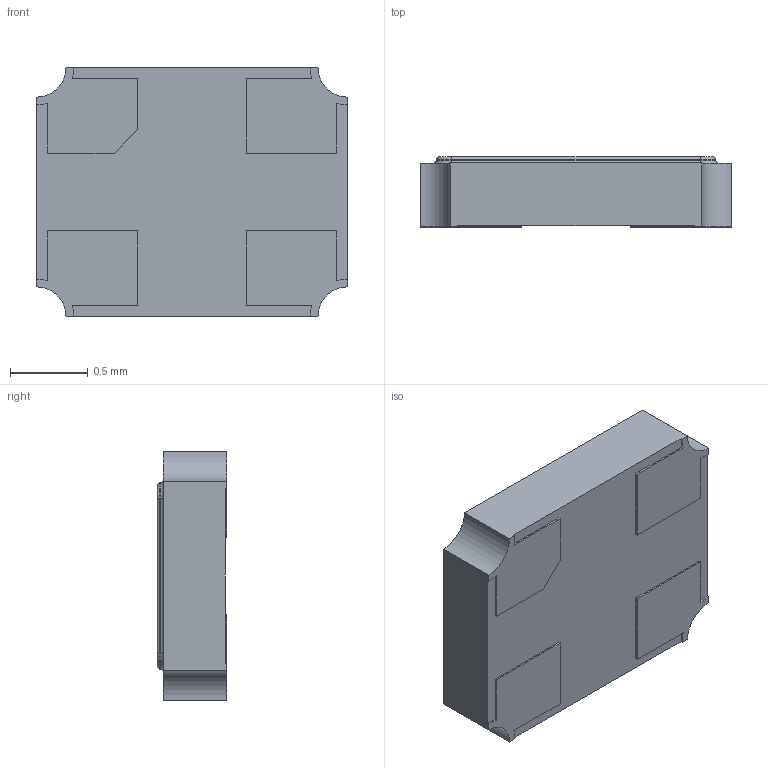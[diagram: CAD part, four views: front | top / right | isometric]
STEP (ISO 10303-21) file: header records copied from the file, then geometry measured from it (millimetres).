
FILE_DESCRIPTION (( 'STEP AP214' ), '1' );
FILE_NAME ('ECS-250-6-37B2-AGY-TR.STEP', '2024-12-04T09:59:28', ( '' ), ( '' ), 'SwSTEP 2.0', 'SolidWorks 2020', '' );
FILE_SCHEMA (( 'AUTOMOTIVE_DESIGN' ));
Length unit declared in the file: millimetre
Products named in the file (1): ECS-250-6-37B2-AGY-TR
Bounding box: 2 x 0.45 x 1.6 mm (x, y, z)
Volume: 1.3 mm3; surface area: 9.2 mm2
Topology: 1 solids, 1 shells, 67 faces, 173 edges, 110 vertices
Faces by surface type: plane 33, cylinder 22, torus 8, cone 4
Entity records: 2183 total; most frequent: DIRECTION 369, CARTESIAN_POINT 351, ORIENTED_EDGE 346, EDGE_CURVE 173, AXIS2_PLACEMENT_3D 128, LINE 113, VECTOR 113, VERTEX_POINT 110
